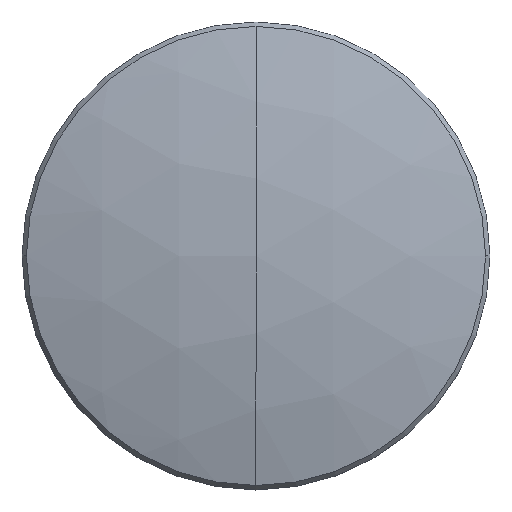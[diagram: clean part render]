
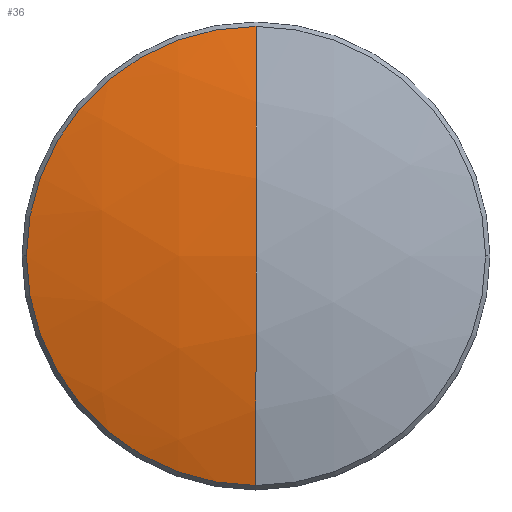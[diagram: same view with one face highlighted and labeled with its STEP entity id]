
A CAD part, top view. The second image highlights one B-rep face of the part: STEP entity #36.
In plain terms, the highlighted spherical face has radius 45.1 mm.
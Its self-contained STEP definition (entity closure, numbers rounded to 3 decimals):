
#5 = DIRECTION ( 'NONE',  ( 0., 0., -1. ) ) ;
#36 = ADVANCED_FACE ( 'NONE', ( #111 ), #356, .T. ) ;
#41 = ORIENTED_EDGE ( 'NONE', *, *, #318, .T. ) ;
#52 = DIRECTION ( 'NONE',  ( 0., 0., 1. ) ) ;
#67 = VERTEX_POINT ( 'NONE', #296 ) ;
#73 = DIRECTION ( 'NONE',  ( 0., 1., 0. ) ) ;
#100 = CARTESIAN_POINT ( 'NONE',  ( 0., 0., -42.25 ) ) ;
#102 = CIRCLE ( 'NONE', #213, 12.461 ) ;
#111 = FACE_OUTER_BOUND ( 'NONE', #350, .T. ) ;
#131 = DIRECTION ( 'NONE',  ( -1., 0., 0. ) ) ;
#160 = CIRCLE ( 'NONE', #173, 12.461 ) ;
#168 = CIRCLE ( 'NONE', #190, 45.1 ) ;
#173 = AXIS2_PLACEMENT_3D ( 'NONE', #266, #52, #234 ) ;
#190 = AXIS2_PLACEMENT_3D ( 'NONE', #252, #262, #5 ) ;
#208 = DIRECTION ( 'NONE',  ( 0., -1., 0. ) ) ;
#211 = ORIENTED_EDGE ( 'NONE', *, *, #322, .T. ) ;
#213 = AXIS2_PLACEMENT_3D ( 'NONE', #242, #248, #327 ) ;
#214 = VERTEX_POINT ( 'NONE', #343 ) ;
#220 = CARTESIAN_POINT ( 'NONE',  ( 0., -12.461, 1.094 ) ) ;
#221 = AXIS2_PLACEMENT_3D ( 'NONE', #269, #131, #208 ) ;
#227 = DIRECTION ( 'NONE',  ( -1., 0., 0. ) ) ;
#234 = DIRECTION ( 'NONE',  ( -1., 0., 0. ) ) ;
#241 = CIRCLE ( 'NONE', #221, 45.1 ) ;
#242 = CARTESIAN_POINT ( 'NONE',  ( 0., 0., 1.094 ) ) ;
#248 = DIRECTION ( 'NONE',  ( 0., 0., 1. ) ) ;
#252 = CARTESIAN_POINT ( 'NONE',  ( 0., 0., -42.25 ) ) ;
#262 = DIRECTION ( 'NONE',  ( 1., 0., 0. ) ) ;
#264 = VERTEX_POINT ( 'NONE', #220 ) ;
#266 = CARTESIAN_POINT ( 'NONE',  ( 0., 0., 1.094 ) ) ;
#269 = CARTESIAN_POINT ( 'NONE',  ( 0., 0., -42.25 ) ) ;
#292 = VERTEX_POINT ( 'NONE', #301 ) ;
#296 = CARTESIAN_POINT ( 'NONE',  ( 0., 0., 2.85 ) ) ;
#299 = AXIS2_PLACEMENT_3D ( 'NONE', #100, #227, #73 ) ;
#301 = CARTESIAN_POINT ( 'NONE',  ( -12.461, 0., 1.094 ) ) ;
#309 = ORIENTED_EDGE ( 'NONE', *, *, #340, .F. ) ;
#318 = EDGE_CURVE ( 'NONE', #264, #67, #241, .T. ) ;
#322 = EDGE_CURVE ( 'NONE', #214, #292, #102, .T. ) ;
#327 = DIRECTION ( 'NONE',  ( -1., 0., 0. ) ) ;
#328 = EDGE_CURVE ( 'NONE', #292, #264, #160, .T. ) ;
#339 = ORIENTED_EDGE ( 'NONE', *, *, #328, .T. ) ;
#340 = EDGE_CURVE ( 'NONE', #214, #67, #168, .T. ) ;
#343 = CARTESIAN_POINT ( 'NONE',  ( 0., 12.461, 1.094 ) ) ;
#350 = EDGE_LOOP ( 'NONE', ( #211, #339, #41, #309 ) ) ;
#356 = SPHERICAL_SURFACE ( 'NONE', #299, 45.1 ) ;
